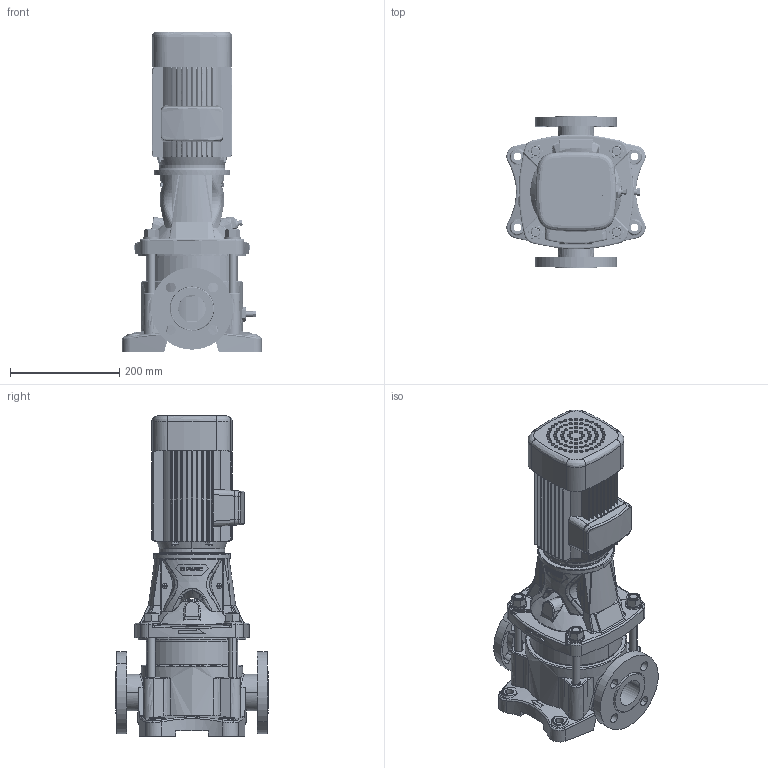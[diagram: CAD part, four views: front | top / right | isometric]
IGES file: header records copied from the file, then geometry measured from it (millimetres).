
Global section: file name: 015P2196; native system: AutoCAD 2021 — Русский (Russian),62HAutod; preprocessor: esk Translation Framework DWG producer (atf_dwg_producer); organization: unknown; date: 20230322.220846; units: millimetre
Bounding box: 254.98 x 280 x 587.5 mm (x, y, z)
Volume: 8570270 mm3; surface area: 1209199.7 mm2
Topology: 62 solids, 63 shells, 3293 faces, 13003 edges, 10251 vertices
Faces by surface type: bspline 3175, revolution 118
